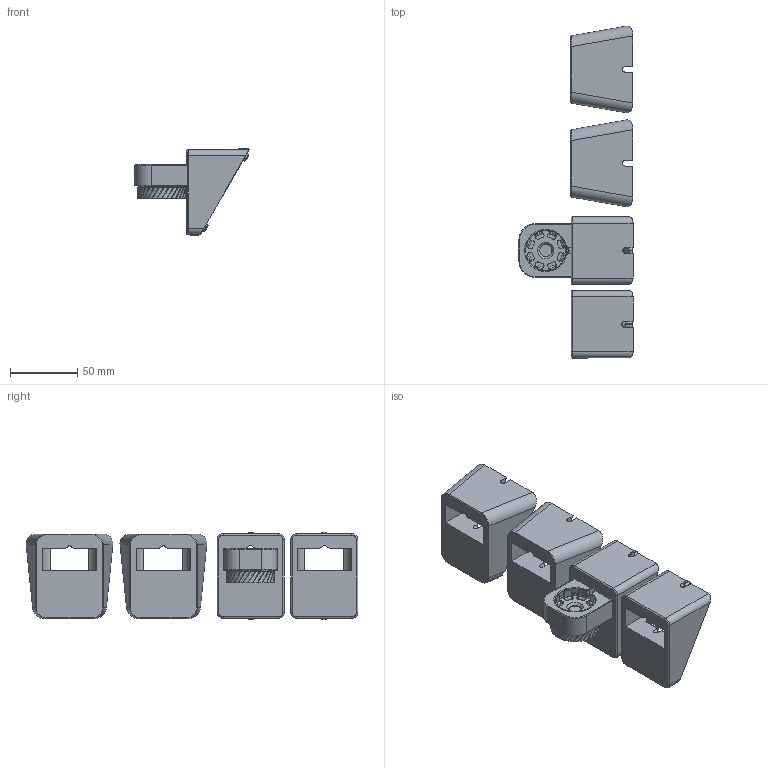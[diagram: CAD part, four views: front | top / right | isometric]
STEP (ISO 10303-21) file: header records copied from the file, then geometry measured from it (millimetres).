
FILE_DESCRIPTION(/* description */ (''),/* implementation_level */ '2;1');
FILE_NAME(/* name */ 'modular-apple-watch-dock.step',/* time_stamp */ '2021-04-10T04:57:21-04:00',/* author */ (''),/* organization */ (''),/* preprocessor_version */ 'ST-DEVELOPER v18.1',/* originating_system */ 'Autodesk Translation Framework v9.10.0.1330',/* authorisation */ '');
FILE_SCHEMA (('AUTOMOTIVE_DESIGN { 1 0 10303 214 3 1 1 }'));
Products named in the file (22): apple-watch-dock; screw; charger-mount; base-flared; base-flared-holes; base-flared-no-holes; wire-capture; plate; rear-press-in; front-press-in; base; base-holes; base-no-holes; feet; foot-1; foot-2; foor-3; foot-4; plugs; front-plug; rear-plug; claw
Assembly tree (21 placements, depth 3):
  apple-watch-dock
    screw
    charger-mount
    base-flared
      base-flared-holes
      base-flared-no-holes
    wire-capture
      plate
      rear-press-in
      front-press-in
    base
      base-holes
      base-no-holes
    feet
      foot-1
      foot-2
      foor-3
      foot-4
    plugs
      front-plug
      rear-plug
    claw
Bounding box: 85.04 x 247.36 x 65 mm (x, y, z)
Volume: 267036.6 mm3; surface area: 85913.7 mm2
Topology: 24 solids, 24 shells, 998 faces, 2603 edges, 1690 vertices
Faces by surface type: plane 374, cylinder 319, bspline 195, cone 65, torus 39, sphere 6
Full cylindrical faces by diameter (mm): 1.5 x16, 3 x16, 6 x4, 6.3 x8, 33.132 x3, 35.408 x6
Entity records: 50560 total; most frequent: CARTESIAN_POINT 26470, ORIENTED_EDGE 5206, DIRECTION 4606, EDGE_CURVE 2603, AXIS2_PLACEMENT_3D 1775, VERTEX_POINT 1690, LINE 1056, VECTOR 1056
